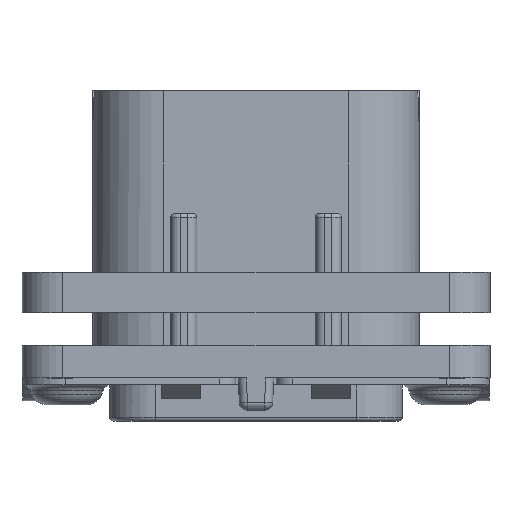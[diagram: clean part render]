
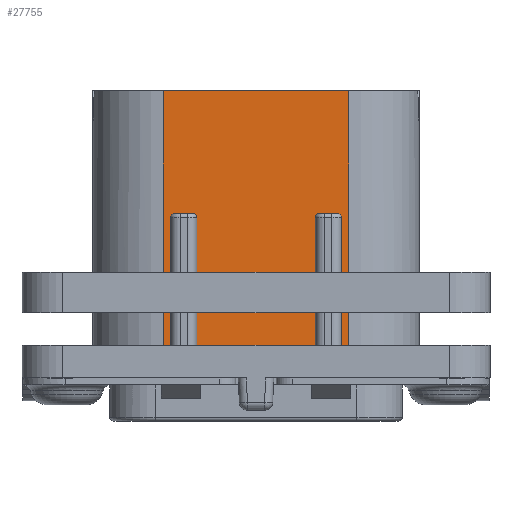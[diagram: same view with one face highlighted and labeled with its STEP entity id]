
A CAD part, front view. The second image highlights one B-rep face of the part: STEP entity #27755.
In plain terms, the highlighted planar face has unit normal (0, -1, 0).
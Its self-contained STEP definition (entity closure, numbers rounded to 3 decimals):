
#1176=DIRECTION('',(1.,0.,0.));
#1177=VECTOR('',#1176,11.4);
#1178=CARTESIAN_POINT('',(-5.7,-9.,17.67));
#1179=LINE('',#1178,#1177);
#5112=DIRECTION('',(1.,0.,0.));
#5113=VECTOR('',#5112,0.45);
#5114=CARTESIAN_POINT('',(-5.7,-9.,2.));
#5115=LINE('',#5114,#5113);
#5124=CARTESIAN_POINT('',(-5.,-9.,9.87));
#5125=DIRECTION('',(0.,1.,0.));
#5126=DIRECTION('',(-1.,0.,0.));
#5127=AXIS2_PLACEMENT_3D('',#5124,#5125,#5126);
#5156=CARTESIAN_POINT('',(-3.9,-9.,9.87));
#5157=DIRECTION('',(0.,1.,0.));
#5158=DIRECTION('',(0.,0.,1.));
#5159=AXIS2_PLACEMENT_3D('',#5156,#5157,#5158);
#5169=DIRECTION('',(0.,0.,1.));
#5170=VECTOR('',#5169,7.87);
#5171=CARTESIAN_POINT('',(5.25,-9.,2.));
#5172=LINE('',#5171,#5170);
#5173=DIRECTION('',(1.,0.,0.));
#5174=VECTOR('',#5173,1.1);
#5175=CARTESIAN_POINT('',(3.9,-9.,10.12));
#5176=LINE('',#5175,#5174);
#5177=DIRECTION('',(0.,0.,1.));
#5178=VECTOR('',#5177,7.87);
#5179=CARTESIAN_POINT('',(3.65,-9.,2.));
#5180=LINE('',#5179,#5178);
#5181=DIRECTION('',(0.,0.,1.));
#5182=VECTOR('',#5181,7.87);
#5183=CARTESIAN_POINT('',(-3.65,-9.,2.));
#5184=LINE('',#5183,#5182);
#5185=DIRECTION('',(1.,0.,0.));
#5186=VECTOR('',#5185,1.1);
#5187=CARTESIAN_POINT('',(-5.,-9.,10.12));
#5188=LINE('',#5187,#5186);
#5189=DIRECTION('',(0.,0.,1.));
#5190=VECTOR('',#5189,7.87);
#5191=CARTESIAN_POINT('',(-5.25,-9.,2.));
#5192=LINE('',#5191,#5190);
#5193=DIRECTION('',(0.,0.,-1.));
#5194=VECTOR('',#5193,15.67);
#5195=CARTESIAN_POINT('',(-5.7,-9.,17.67));
#5196=LINE('',#5195,#5194);
#5197=DIRECTION('',(0.,0.,-1.));
#5198=VECTOR('',#5197,15.67);
#5199=CARTESIAN_POINT('',(5.7,-9.,17.67));
#5200=LINE('',#5199,#5198);
#5214=CARTESIAN_POINT('',(5.,-9.,9.87));
#5215=DIRECTION('',(0.,1.,0.));
#5216=DIRECTION('',(0.,0.,1.));
#5217=AXIS2_PLACEMENT_3D('',#5214,#5215,#5216);
#5256=CARTESIAN_POINT('',(3.9,-9.,9.87));
#5257=DIRECTION('',(0.,1.,0.));
#5258=DIRECTION('',(-1.,0.,0.));
#5259=AXIS2_PLACEMENT_3D('',#5256,#5257,#5258);
#5347=DIRECTION('',(1.,0.,0.));
#5348=VECTOR('',#5347,0.45);
#5349=CARTESIAN_POINT('',(5.25,-9.,2.));
#5350=LINE('',#5349,#5348);
#10650=DIRECTION('',(1.,0.,0.));
#10651=VECTOR('',#10650,7.3);
#10652=CARTESIAN_POINT('',(-3.65,-9.,2.));
#10653=LINE('',#10652,#10651);
#17589=CARTESIAN_POINT('',(-5.7,-9.,17.67));
#17590=CARTESIAN_POINT('',(-5.7,-9.,2.));
#17591=VERTEX_POINT('',#17589);
#17592=VERTEX_POINT('',#17590);
#17593=CARTESIAN_POINT('',(5.7,-9.,17.67));
#17594=CARTESIAN_POINT('',(5.7,-9.,2.));
#17595=VERTEX_POINT('',#17593);
#17596=VERTEX_POINT('',#17594);
#17747=CARTESIAN_POINT('',(-5.25,-9.,2.));
#17748=VERTEX_POINT('',#17747);
#17749=CARTESIAN_POINT('',(-3.65,-9.,2.));
#17750=CARTESIAN_POINT('',(3.65,-9.,2.));
#17751=VERTEX_POINT('',#17749);
#17752=VERTEX_POINT('',#17750);
#17753=CARTESIAN_POINT('',(5.25,-9.,2.));
#17754=VERTEX_POINT('',#17753);
#20228=CARTESIAN_POINT('',(-3.65,-9.,9.87));
#20230=VERTEX_POINT('',#20228);
#20232=CARTESIAN_POINT('',(-3.9,-9.,10.12));
#20234=VERTEX_POINT('',#20232);
#20255=CARTESIAN_POINT('',(-5.,-9.,10.12));
#20256=VERTEX_POINT('',#20255);
#20257=CARTESIAN_POINT('',(-5.25,-9.,9.87));
#20258=VERTEX_POINT('',#20257);
#20260=CARTESIAN_POINT('',(5.25,-9.,9.87));
#20262=VERTEX_POINT('',#20260);
#20264=CARTESIAN_POINT('',(5.,-9.,10.12));
#20266=VERTEX_POINT('',#20264);
#20267=CARTESIAN_POINT('',(3.9,-9.,10.12));
#20269=VERTEX_POINT('',#20267);
#20271=CARTESIAN_POINT('',(3.65,-9.,9.87));
#20273=VERTEX_POINT('',#20271);
#27725=CARTESIAN_POINT('',(-10.05,-9.,2.));
#27726=DIRECTION('',(0.,-1.,0.));
#27727=DIRECTION('',(1.,0.,0.));
#27728=AXIS2_PLACEMENT_3D('',#27725,#27726,#27727);
#27729=PLANE('',#27728);
#27731=ORIENTED_EDGE('',*,*,#27730,.T.);
#27733=ORIENTED_EDGE('',*,*,#27732,.F.);
#27735=ORIENTED_EDGE('',*,*,#27734,.F.);
#27737=ORIENTED_EDGE('',*,*,#27736,.F.);
#27739=ORIENTED_EDGE('',*,*,#27738,.F.);
#27741=ORIENTED_EDGE('',*,*,#27740,.F.);
#27742=ORIENTED_EDGE('',*,*,#27716,.T.);
#27743=ORIENTED_EDGE('',*,*,#27705,.F.);
#27744=ORIENTED_EDGE('',*,*,#27690,.F.);
#27745=ORIENTED_EDGE('',*,*,#27671,.F.);
#27746=ORIENTED_EDGE('',*,*,#27656,.F.);
#27747=ORIENTED_EDGE('',*,*,#27641,.F.);
#27748=ORIENTED_EDGE('',*,*,#22082,.F.);
#27749=ORIENTED_EDGE('',*,*,#22267,.T.);
#27750=ORIENTED_EDGE('',*,*,#22523,.T.);
#27752=ORIENTED_EDGE('',*,*,#27751,.F.);
#27753=EDGE_LOOP('',(#27731,#27733,#27735,#27737,#27739,#27741,#27742,#27743,
#27744,#27745,#27746,#27747,#27748,#27749,#27750,#27752));
#27754=FACE_OUTER_BOUND('',#27753,.F.);
#27755=ADVANCED_FACE('',(#27754),#27729,.T.);
#5128=CIRCLE('',#5127,0.25);
#5160=CIRCLE('',#5159,0.25);
#5218=CIRCLE('',#5217,0.25);
#5260=CIRCLE('',#5259,0.25);
#22082=EDGE_CURVE('',#17591,#17592,#5196,.T.);
#22267=EDGE_CURVE('',#17591,#17595,#1179,.T.);
#22523=EDGE_CURVE('',#17595,#17596,#5200,.T.);
#27641=EDGE_CURVE('',#17592,#17748,#5115,.T.);
#27656=EDGE_CURVE('',#17748,#20258,#5192,.T.);
#27671=EDGE_CURVE('',#20258,#20256,#5128,.T.);
#27690=EDGE_CURVE('',#20256,#20234,#5188,.T.);
#27705=EDGE_CURVE('',#20234,#20230,#5160,.T.);
#27716=EDGE_CURVE('',#17751,#20230,#5184,.T.);
#27730=EDGE_CURVE('',#17754,#20262,#5172,.T.);
#27732=EDGE_CURVE('',#20266,#20262,#5218,.T.);
#27734=EDGE_CURVE('',#20269,#20266,#5176,.T.);
#27736=EDGE_CURVE('',#20273,#20269,#5260,.T.);
#27738=EDGE_CURVE('',#17752,#20273,#5180,.T.);
#27740=EDGE_CURVE('',#17751,#17752,#10653,.T.);
#27751=EDGE_CURVE('',#17754,#17596,#5350,.T.);
